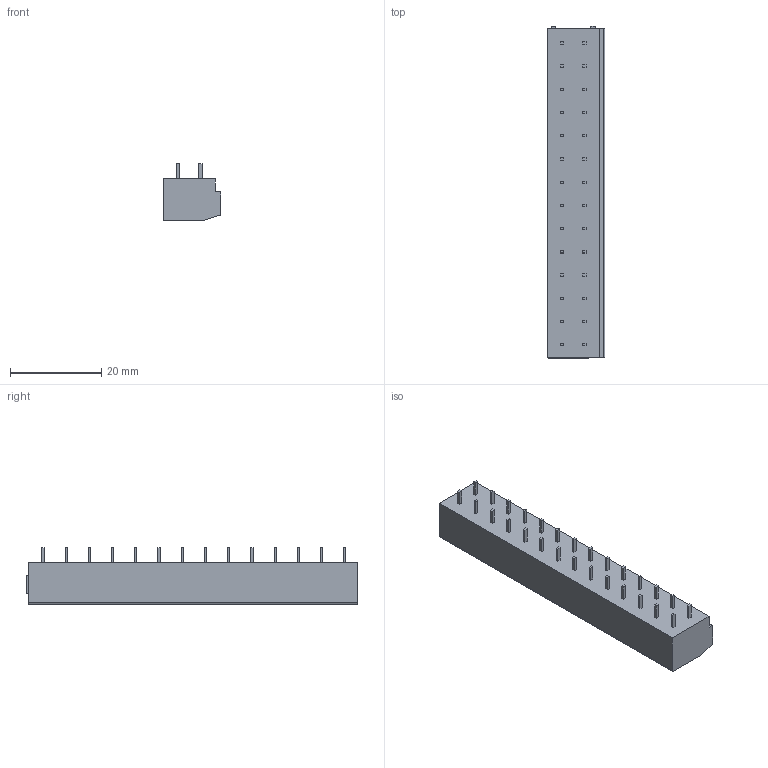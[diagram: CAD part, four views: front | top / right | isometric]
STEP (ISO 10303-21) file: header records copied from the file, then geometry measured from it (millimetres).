
FILE_DESCRIPTION((''),'2;1');
FILE_NAME('TLM-302R','2024-09-30T15:12:46',('tluser'),(''),'CREO PARAMETRIC BY PTC INC, 2018100','CREO PARAMETRIC BY PTC INC, 2018100','');
FILE_SCHEMA(('CONFIG_CONTROL_DESIGN'));
Length unit declared in the file: millimetre
Products named in the file (1): TLM-302R
Bounding box: 12.6 x 72.62 x 12.4 mm (x, y, z)
Volume: 7332.7 mm3; surface area: 4171.2 mm2
Topology: 1 solids, 1 shells, 470 faces, 1118 edges, 708 vertices
Faces by surface type: plane 411, cylinder 31, cone 28
Entity records: 13506 total; most frequent: CARTESIAN_POINT 2716, ORIENTED_EDGE 2236, DIRECTION 2064, EDGE_CURVE 1118, VECTOR 944, LINE 944, VERTEX_POINT 708, AXIS2_PLACEMENT_3D 560
